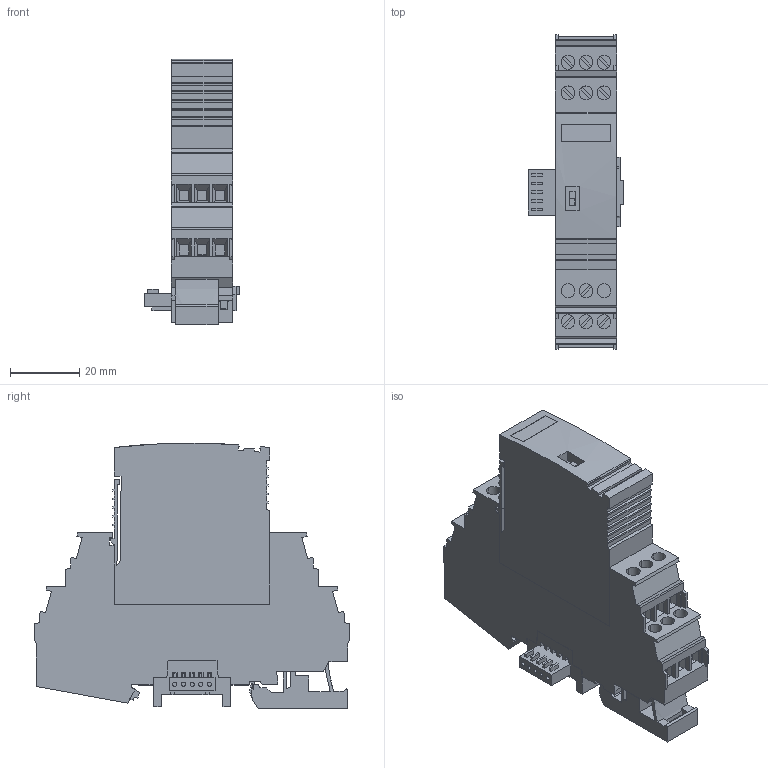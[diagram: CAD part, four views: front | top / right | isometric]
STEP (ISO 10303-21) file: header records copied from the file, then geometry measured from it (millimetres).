
FILE_DESCRIPTION(('Creo Elements/Direct Modeling STEP Export'),'2;1');
FILE_NAME('model.stp','2021-01-08T 8:39:42',(''),(''),'Creo Elements/Direct Modeling STEP processor for AP214 (Solid Model)','Creo Elements/Direct Modeling 20.1A 29-Sep-2018 (C) Parametric Technology GmbH','');
FILE_SCHEMA(('AUTOMOTIVE_DESIGN { 1 0 10303 214 1 1 1 1 }'));
Length unit declared in the file: millimetre
Products named in the file (2): PT_IQ_PTB_UT-select
Assembly tree (1 placements, depth 2):
  PT_IQ_PTB_UT-select
    PT_IQ_PTB_UT-select
Bounding box: 27.48 x 91.05 x 76.84 mm (x, y, z)
Volume: 83988.8 mm3; surface area: 21078.2 mm2
Topology: 1 solids, 1 shells, 698 faces, 1953 edges, 1290 vertices
Faces by surface type: plane 650, cylinder 43, extrusion 5
Entity records: 26806 total; most frequent: CARTESIAN_POINT 4031, ORIENTED_EDGE 3906, DIRECTION 3158, EDGE_CURVE 1953, VECTOR 1750, LINE 1745, VERTEX_POINT 1290, EDGE_LOOP 741
